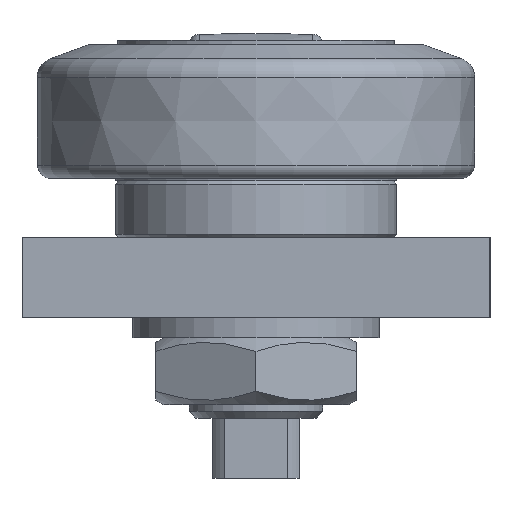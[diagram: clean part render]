
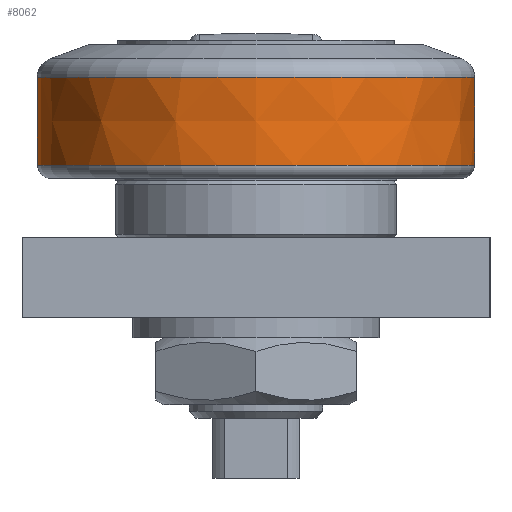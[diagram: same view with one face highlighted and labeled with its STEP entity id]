
A CAD part, left-side view. The second image highlights one B-rep face of the part: STEP entity #8062.
In plain terms, the highlighted free-form (B-spline) face has degree [2, 2] with [3, 9] control points.
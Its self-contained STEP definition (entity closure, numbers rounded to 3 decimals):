
#1368=(
BOUNDED_SURFACE()
B_SPLINE_SURFACE(2,2,((#14574,#14575,#14576,#14577,#14578,#14579,#14580,
#14581,#14582),(#14583,#14584,#14585,#14586,#14587,#14588,#14589,#14590,
#14591),(#14592,#14593,#14594,#14595,#14596,#14597,#14598,#14599,#14600)),
 .UNSPECIFIED.,.F.,.T.,.F.)
B_SPLINE_SURFACE_WITH_KNOTS((3,3),(3,2,2,2,3),(-0.016,0.01),
(-3.142,-1.571,0.,1.571,3.142),
 .UNSPECIFIED.)
GEOMETRIC_REPRESENTATION_ITEM()
RATIONAL_B_SPLINE_SURFACE(((1.,0.707,1.,0.707,1.,
0.707,1.,0.707,1.),(1.,0.707,
1.,0.707,1.,0.707,
1.,0.707,1.),(1.,0.707,
1.,0.707,1.,0.707,1.,0.707,1.)))
REPRESENTATION_ITEM('')
SURFACE()
);
#1716=FACE_OUTER_BOUND('',#2179,.T.);
#2179=EDGE_LOOP('',(#7199,#7200,#7201,#7202,#7203,#7204));
#3029=CIRCLE('',#9248,32.724);
#3030=CIRCLE('',#9249,32.724);
#3032=CIRCLE('',#9251,500.);
#3033=CIRCLE('',#9252,32.685);
#3034=CIRCLE('',#9253,32.685);
#3723=VERTEX_POINT('',#14568);
#3724=VERTEX_POINT('',#14570);
#3725=VERTEX_POINT('',#14601);
#3726=VERTEX_POINT('',#14603);
#4917=EDGE_CURVE('',#3723,#3724,#3029,.T.);
#4918=EDGE_CURVE('',#3724,#3723,#3030,.T.);
#4920=EDGE_CURVE('',#3723,#3725,#3032,.T.);
#4921=EDGE_CURVE('',#3726,#3725,#3033,.T.);
#4922=EDGE_CURVE('',#3725,#3726,#3034,.T.);
#7199=ORIENTED_EDGE('',*,*,#4918,.F.);
#7200=ORIENTED_EDGE('',*,*,#4917,.F.);
#7201=ORIENTED_EDGE('',*,*,#4920,.T.);
#7202=ORIENTED_EDGE('',*,*,#4921,.F.);
#7203=ORIENTED_EDGE('',*,*,#4922,.F.);
#7204=ORIENTED_EDGE('',*,*,#4920,.F.);
#8062=ADVANCED_FACE('',(#1716),#1368,.F.);
#9248=AXIS2_PLACEMENT_3D('',#14571,#11840,#11841);
#9249=AXIS2_PLACEMENT_3D('',#14572,#11842,#11843);
#9251=AXIS2_PLACEMENT_3D('',#14602,#11846,#11847);
#9252=AXIS2_PLACEMENT_3D('',#14604,#11848,#11849);
#9253=AXIS2_PLACEMENT_3D('',#14605,#11850,#11851);
#11840=DIRECTION('center_axis',(0.,0.,
1.));
#11841=DIRECTION('ref_axis',(-1.,0.,0.));
#11842=DIRECTION('center_axis',(0.,0.,
1.));
#11843=DIRECTION('ref_axis',(-1.,0.,0.));
#11846=DIRECTION('center_axis',(-1.,0.,0.));
#11847=DIRECTION('ref_axis',(0.,1.,0.));
#11848=DIRECTION('center_axis',(0.,0.,
-1.));
#11849=DIRECTION('ref_axis',(-1.,0.,0.));
#11850=DIRECTION('center_axis',(0.,0.,
-1.));
#11851=DIRECTION('ref_axis',(-1.,0.,0.));
#14568=CARTESIAN_POINT('',(-58.717,37.237,15.969));
#14570=CARTESIAN_POINT('',(-25.993,4.513,15.969));
#14571=CARTESIAN_POINT('Origin',(-58.717,4.513,15.969));
#14572=CARTESIAN_POINT('Origin',(-58.717,4.513,15.969));
#14574=CARTESIAN_POINT('Ctrl Pts',(-58.717,37.198,2.818));
#14575=CARTESIAN_POINT('Ctrl Pts',(-91.403,37.198,2.818));
#14576=CARTESIAN_POINT('Ctrl Pts',(-91.403,4.513,2.818));
#14577=CARTESIAN_POINT('Ctrl Pts',(-91.403,-28.173,
2.818));
#14578=CARTESIAN_POINT('Ctrl Pts',(-58.717,-28.173,
2.818));
#14579=CARTESIAN_POINT('Ctrl Pts',(-26.032,-28.173,
2.818));
#14580=CARTESIAN_POINT('Ctrl Pts',(-26.032,4.513,2.818));
#14581=CARTESIAN_POINT('Ctrl Pts',(-26.032,37.198,2.818));
#14582=CARTESIAN_POINT('Ctrl Pts',(-58.717,37.198,2.818));
#14583=CARTESIAN_POINT('Ctrl Pts',(-58.717,37.304,9.393));
#14584=CARTESIAN_POINT('Ctrl Pts',(-91.508,37.304,9.393));
#14585=CARTESIAN_POINT('Ctrl Pts',(-91.508,4.513,9.393));
#14586=CARTESIAN_POINT('Ctrl Pts',(-91.508,-28.278,9.393));
#14587=CARTESIAN_POINT('Ctrl Pts',(-58.717,-28.278,9.393));
#14588=CARTESIAN_POINT('Ctrl Pts',(-25.926,-28.278,9.393));
#14589=CARTESIAN_POINT('Ctrl Pts',(-25.926,4.513,9.393));
#14590=CARTESIAN_POINT('Ctrl Pts',(-25.926,37.304,9.393));
#14591=CARTESIAN_POINT('Ctrl Pts',(-58.717,37.304,9.393));
#14592=CARTESIAN_POINT('Ctrl Pts',(-58.717,37.237,15.969));
#14593=CARTESIAN_POINT('Ctrl Pts',(-91.441,37.237,15.969));
#14594=CARTESIAN_POINT('Ctrl Pts',(-91.441,4.513,15.969));
#14595=CARTESIAN_POINT('Ctrl Pts',(-91.441,-28.211,15.969));
#14596=CARTESIAN_POINT('Ctrl Pts',(-58.717,-28.211,
15.969));
#14597=CARTESIAN_POINT('Ctrl Pts',(-25.993,-28.211,
15.969));
#14598=CARTESIAN_POINT('Ctrl Pts',(-25.993,4.513,15.969));
#14599=CARTESIAN_POINT('Ctrl Pts',(-25.993,37.237,15.969));
#14600=CARTESIAN_POINT('Ctrl Pts',(-58.717,37.237,15.969));
#14601=CARTESIAN_POINT('',(-58.717,37.198,2.818));
#14602=CARTESIAN_POINT('Origin',(-58.717,-462.737,10.85));
#14603=CARTESIAN_POINT('',(-26.032,4.513,2.818));
#14604=CARTESIAN_POINT('Origin',(-58.717,4.513,2.818));
#14605=CARTESIAN_POINT('Origin',(-58.717,4.513,2.818));
